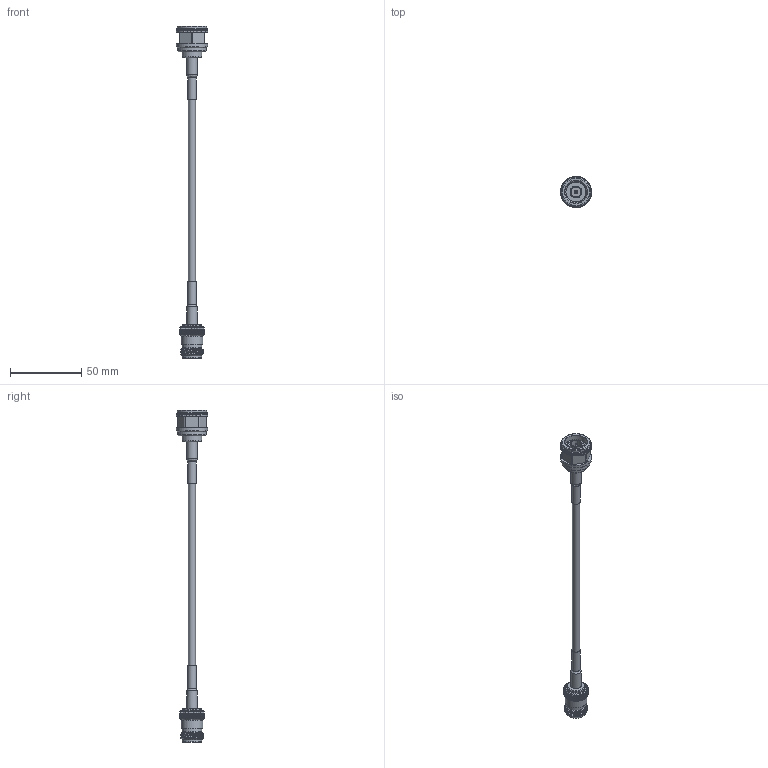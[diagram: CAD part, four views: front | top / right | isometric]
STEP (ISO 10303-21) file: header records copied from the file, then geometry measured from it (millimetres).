
FILE_DESCRIPTION (( 'STEP AP203' ), '1' );
FILE_NAME ('PE3C7937LF-HS_3D.step', '2022-07-13T15:11:29', ( '' ), ( '' ), 'SwSTEP 2.0', 'SolidWorks 2021', '' );
FILE_SCHEMA (( 'CONFIG_CONTROL_DESIGN' ));
Length unit declared in the file: inch
Products named in the file (4): PE3C7937LF-HS_3D; PE44789^PE3C7937LF-HS_Heat Shrink; PE44788^PE3C7937LF-HS_Heat Shrink; RG400^PE3C7937LF-HS_RG400
Assembly tree (3 placements, depth 2):
  PE3C7937LF-HS_3D
    RG400^PE3C7937LF-HS_RG400
    PE44788^PE3C7937LF-HS_Heat Shrink
    PE44789^PE3C7937LF-HS_Heat Shrink
Bounding box: 21.78 x 21.78 x 232.49 mm (x, y, z)
Volume: 12761.6 mm3; surface area: 8683.6 mm2
Topology: 3 solids, 3 shells, 462 faces, 1306 edges, 866 vertices
Faces by surface type: plane 276, cylinder 151, cone 23, bspline 8, torus 4
Full cylindrical faces by diameter (mm): 1.27 x1, 1.524 x1, 2.286 x1, 2.794 x1, 4.953 x1, 5.715 x2, 6.985 x2, 7.262 x1, 7.516 x1, 8.255 x1, 12.948 x1, 13.716 x2, 13.97 x1, 15.206 x1, 15.875 x5, 20.233 x1, 20.385 x1, 21.775 x1
Entity records: 17728 total; most frequent: CARTESIAN_POINT 6201, ORIENTED_EDGE 2478, DIRECTION 2092, EDGE_CURVE 1239, VERTEX_POINT 843, AXIS2_PLACEMENT_3D 777, VECTOR 538, LINE 538
